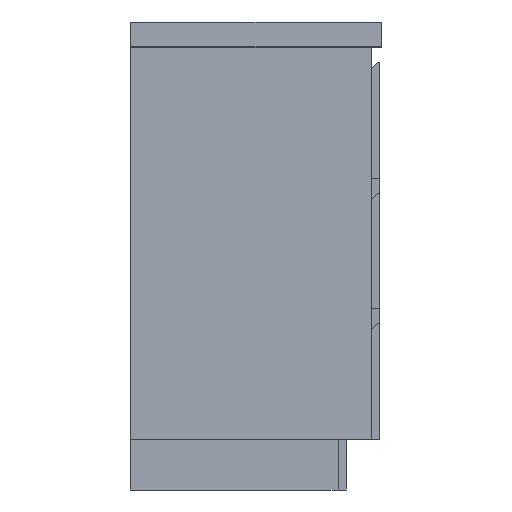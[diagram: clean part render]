
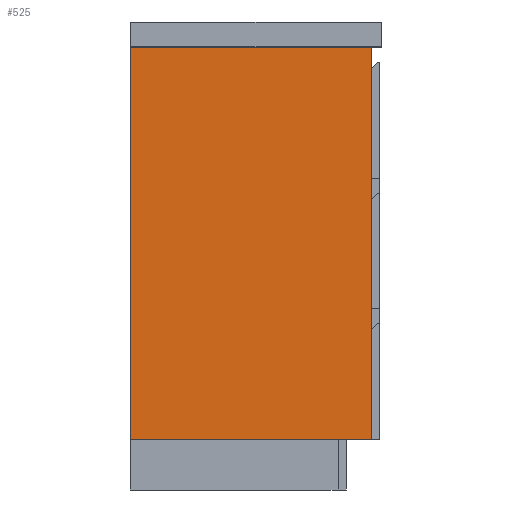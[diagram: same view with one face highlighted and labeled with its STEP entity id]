
A CAD part, left-side view. The second image highlights one B-rep face of the part: STEP entity #525.
In plain terms, the highlighted planar face has unit normal (-1, 0, 0).
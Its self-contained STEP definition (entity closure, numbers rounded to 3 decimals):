
#525=ADVANCED_FACE('',(#703),#2834,.T.);
#703=FACE_OUTER_BOUND('',#881,.T.);
#881=EDGE_LOOP('',(#1345,#1346,#1347,#1348));
#1345=ORIENTED_EDGE('',*,*,#1931,.F.);
#1346=ORIENTED_EDGE('',*,*,#1913,.T.);
#1347=ORIENTED_EDGE('',*,*,#1929,.T.);
#1348=ORIENTED_EDGE('',*,*,#1930,.F.);
#1913=EDGE_CURVE('',#2610,#2612,#2295,.T.);
#1929=EDGE_CURVE('',#2612,#2625,#2311,.T.);
#1930=EDGE_CURVE('',#2626,#2625,#2312,.T.);
#1931=EDGE_CURVE('',#2610,#2626,#2313,.T.);
#2295=B_SPLINE_CURVE_WITH_KNOTS('',1,(#4326,#4327),.UNSPECIFIED.,.F.,.F.,
(2,2),(-780.,0.),.UNSPECIFIED.);
#2311=B_SPLINE_CURVE_WITH_KNOTS('',1,(#4358,#4359),.UNSPECIFIED.,.F.,.F.,
(2,2),(-479.,0.),.UNSPECIFIED.);
#2312=B_SPLINE_CURVE_WITH_KNOTS('',1,(#4360,#4361),.UNSPECIFIED.,.F.,.F.,
(2,2),(-780.,0.),.UNSPECIFIED.);
#2313=B_SPLINE_CURVE_WITH_KNOTS('',1,(#4362,#4363),.UNSPECIFIED.,.F.,.F.,
(2,2),(-479.,0.),.UNSPECIFIED.);
#2610=VERTEX_POINT('',#4301);
#2612=VERTEX_POINT('',#4303);
#2625=VERTEX_POINT('',#4316);
#2626=VERTEX_POINT('',#4317);
#2834=PLANE('',#3154);
#3154=AXIS2_PLACEMENT_3D('',#4293,#3350,$);
#3350=DIRECTION('',(-1.,0.,0.));
#4293=CARTESIAN_POINT('',(-744.,-468.,526.9));
#4301=CARTESIAN_POINT('',(-744.,-390.,479.));
#4303=CARTESIAN_POINT('',(-744.,390.,479.));
#4316=CARTESIAN_POINT('',(-744.,390.,0.));
#4317=CARTESIAN_POINT('',(-744.,-390.,0.));
#4326=CARTESIAN_POINT('',(-744.,-390.,479.));
#4327=CARTESIAN_POINT('',(-744.,390.,479.));
#4358=CARTESIAN_POINT('',(-744.,390.,479.));
#4359=CARTESIAN_POINT('',(-744.,390.,0.));
#4360=CARTESIAN_POINT('',(-744.,-390.,0.));
#4361=CARTESIAN_POINT('',(-744.,390.,0.));
#4362=CARTESIAN_POINT('',(-744.,-390.,479.));
#4363=CARTESIAN_POINT('',(-744.,-390.,0.));
